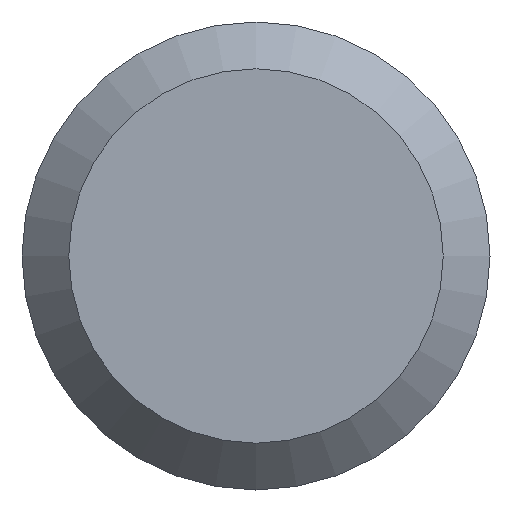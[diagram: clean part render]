
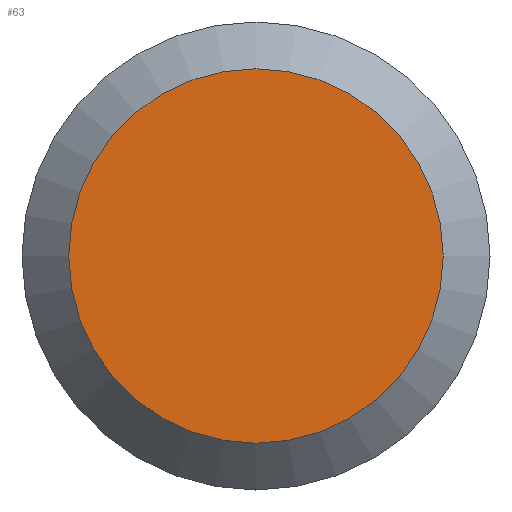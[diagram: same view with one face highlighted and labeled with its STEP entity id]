
A CAD part, left-side view. The second image highlights one B-rep face of the part: STEP entity #63.
In plain terms, the highlighted planar face has unit normal (-1, 0, 0).
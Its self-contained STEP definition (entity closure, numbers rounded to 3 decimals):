
#23 = EDGE_LOOP ( 'NONE', ( #70 ) ) ;
#37 = FACE_OUTER_BOUND ( 'NONE', #23, .T. ) ;
#43 = CARTESIAN_POINT ( 'NONE',  ( 0., 0., 0. ) ) ;
#46 = DIRECTION ( 'NONE',  ( -1., 0., 0. ) ) ;
#50 = CIRCLE ( 'NONE', #120, 1.84 ) ;
#63 = ADVANCED_FACE ( 'NONE', ( #37 ), #207, .F. ) ;
#70 = ORIENTED_EDGE ( 'NONE', *, *, #188, .T. ) ;
#88 = DIRECTION ( 'NONE',  ( 0., 0., -1. ) ) ;
#120 = AXIS2_PLACEMENT_3D ( 'NONE', #43, #46, #88 ) ;
#143 = AXIS2_PLACEMENT_3D ( 'NONE', #155, #205, #156 ) ;
#155 = CARTESIAN_POINT ( 'NONE',  ( 0., 2.3, 0. ) ) ;
#156 = DIRECTION ( 'NONE',  ( 0., 0., -1. ) ) ;
#169 = VERTEX_POINT ( 'NONE', #201 ) ;
#188 = EDGE_CURVE ( 'NONE', #169, #169, #50, .T. ) ;
#201 = CARTESIAN_POINT ( 'NONE',  ( 0., 0., -1.84 ) ) ;
#205 = DIRECTION ( 'NONE',  ( 1., 0., 0. ) ) ;
#207 = PLANE ( 'NONE',  #143 ) ;
